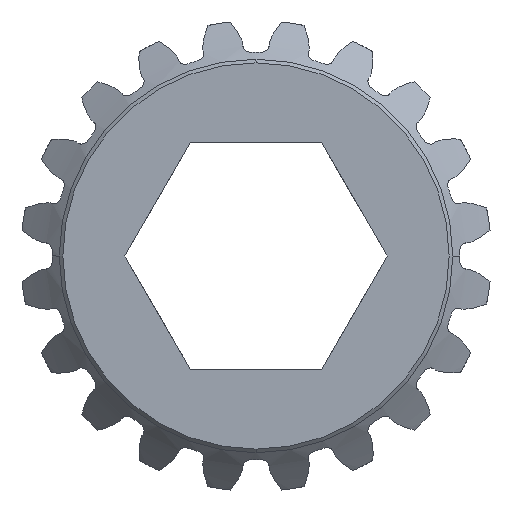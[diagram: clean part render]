
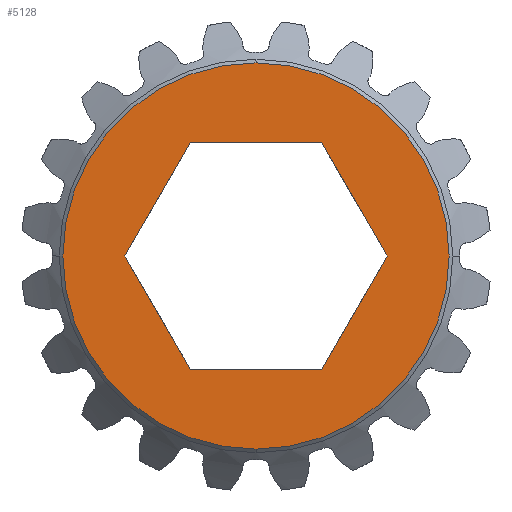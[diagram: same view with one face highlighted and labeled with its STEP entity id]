
A CAD part, front view. The second image highlights one B-rep face of the part: STEP entity #5128.
In plain terms, the highlighted planar face has unit normal (0, -1, 0).
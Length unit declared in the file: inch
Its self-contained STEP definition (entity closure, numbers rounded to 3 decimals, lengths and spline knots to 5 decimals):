
#48 = CARTESIAN_POINT ( 'NONE',  ( 0.14434, -0.41339, 0.25 ) ) ;
#195 = VERTEX_POINT ( 'NONE', #761 ) ;
#214 = EDGE_CURVE ( 'NONE', #4802, #7876, #11835, .T. ) ;
#761 = CARTESIAN_POINT ( 'NONE',  ( -0.14434, -0.41339, -0.25 ) ) ;
#2197 = CARTESIAN_POINT ( 'NONE',  ( -0.14434, -0.41339, 0.25 ) ) ;
#2232 = ORIENTED_EDGE ( 'NONE', *, *, #12903, .F. ) ;
#2375 = VERTEX_POINT ( 'NONE', #5088 ) ;
#2563 = AXIS2_PLACEMENT_3D ( 'NONE', #7924, #4347, #3213 ) ;
#2844 = EDGE_LOOP ( 'NONE', ( #9667, #12604 ) ) ;
#3062 = EDGE_CURVE ( 'NONE', #10792, #14755, #4249, .T. ) ;
#3213 = DIRECTION ( 'NONE',  ( 0., 0., -1. ) ) ;
#3227 = ORIENTED_EDGE ( 'NONE', *, *, #12246, .F. ) ;
#3626 = CARTESIAN_POINT ( 'NONE',  ( 0., -0.41339, 0. ) ) ;
#3732 = VECTOR ( 'NONE', #10845, 39.37008 ) ;
#4125 = EDGE_LOOP ( 'NONE', ( #9632, #2232, #10425, #13684, #3227, #7820 ) ) ;
#4249 = LINE ( 'NONE', #12044, #3732 ) ;
#4347 = DIRECTION ( 'NONE',  ( 0., -1., 0. ) ) ;
#4454 = CARTESIAN_POINT ( 'NONE',  ( -0.28868, -0.41339, 0. ) ) ;
#4484 = VECTOR ( 'NONE', #14349, 39.37008 ) ;
#4802 = VERTEX_POINT ( 'NONE', #9509 ) ;
#5079 = VECTOR ( 'NONE', #7094, 39.37008 ) ;
#5088 = CARTESIAN_POINT ( 'NONE',  ( 0.14434, -0.41339, 0.25 ) ) ;
#5128 = ADVANCED_FACE ( 'NONE', ( #12562, #9343 ), #5823, .T. ) ;
#5333 = CARTESIAN_POINT ( 'NONE',  ( 0.28868, -0.41339, 0. ) ) ;
#5356 = LINE ( 'NONE', #13074, #9739 ) ;
#5713 = LINE ( 'NONE', #10281, #14633 ) ;
#5823 = PLANE ( 'NONE',  #9716 ) ;
#5862 = DIRECTION ( 'NONE',  ( 1., 0., 0. ) ) ;
#6867 = CARTESIAN_POINT ( 'NONE',  ( 0., -0.41339, 0. ) ) ;
#7094 = DIRECTION ( 'NONE',  ( -1., 0., 0. ) ) ;
#7447 = LINE ( 'NONE', #12097, #4484 ) ;
#7820 = ORIENTED_EDGE ( 'NONE', *, *, #10760, .F. ) ;
#7876 = VERTEX_POINT ( 'NONE', #11577 ) ;
#7924 = CARTESIAN_POINT ( 'NONE',  ( 0., -0.41339, 0. ) ) ;
#8510 = DIRECTION ( 'NONE',  ( 0.5, 0., 0.866 ) ) ;
#8580 = CARTESIAN_POINT ( 'NONE',  ( 0.14434, -0.41339, -0.25 ) ) ;
#8859 = EDGE_CURVE ( 'NONE', #14755, #195, #5356, .T. ) ;
#9001 = CIRCLE ( 'NONE', #2563, 0.4252 ) ;
#9155 = EDGE_CURVE ( 'NONE', #4802, #7876, #9001, .T. ) ;
#9232 = DIRECTION ( 'NONE',  ( 0., 0., -1. ) ) ;
#9343 = FACE_OUTER_BOUND ( 'NONE', #2844, .T. ) ;
#9428 = VERTEX_POINT ( 'NONE', #13635 ) ;
#9509 = CARTESIAN_POINT ( 'NONE',  ( 0., -0.41339, -0.4252 ) ) ;
#9632 = ORIENTED_EDGE ( 'NONE', *, *, #11437, .F. ) ;
#9667 = ORIENTED_EDGE ( 'NONE', *, *, #9155, .T. ) ;
#9716 = AXIS2_PLACEMENT_3D ( 'NONE', #6867, #11439, #10395 ) ;
#9739 = VECTOR ( 'NONE', #9917, 39.37008 ) ;
#9917 = DIRECTION ( 'NONE',  ( 0.5, 0., -0.866 ) ) ;
#10281 = CARTESIAN_POINT ( 'NONE',  ( -0.14434, -0.41339, -0.25 ) ) ;
#10395 = DIRECTION ( 'NONE',  ( 0., 0., 1. ) ) ;
#10425 = ORIENTED_EDGE ( 'NONE', *, *, #8859, .F. ) ;
#10720 = VECTOR ( 'NONE', #8510, 39.37008 ) ;
#10760 = EDGE_CURVE ( 'NONE', #13035, #2375, #7447, .T. ) ;
#10792 = VERTEX_POINT ( 'NONE', #2197 ) ;
#10845 = DIRECTION ( 'NONE',  ( -0.5, 0., -0.866 ) ) ;
#11352 = AXIS2_PLACEMENT_3D ( 'NONE', #3626, #14788, #9232 ) ;
#11437 = EDGE_CURVE ( 'NONE', #9428, #13035, #14139, .T. ) ;
#11439 = DIRECTION ( 'NONE',  ( 0., -1., 0. ) ) ;
#11577 = CARTESIAN_POINT ( 'NONE',  ( 0., -0.41339, 0.4252 ) ) ;
#11835 = CIRCLE ( 'NONE', #11352, 0.4252 ) ;
#12044 = CARTESIAN_POINT ( 'NONE',  ( -0.14434, -0.41339, 0.25 ) ) ;
#12097 = CARTESIAN_POINT ( 'NONE',  ( 0.28868, -0.41339, 0. ) ) ;
#12246 = EDGE_CURVE ( 'NONE', #2375, #10792, #12644, .T. ) ;
#12562 = FACE_BOUND ( 'NONE', #4125, .T. ) ;
#12604 = ORIENTED_EDGE ( 'NONE', *, *, #214, .F. ) ;
#12644 = LINE ( 'NONE', #48, #5079 ) ;
#12903 = EDGE_CURVE ( 'NONE', #195, #9428, #5713, .T. ) ;
#13035 = VERTEX_POINT ( 'NONE', #5333 ) ;
#13074 = CARTESIAN_POINT ( 'NONE',  ( -0.28868, -0.41339, 0. ) ) ;
#13635 = CARTESIAN_POINT ( 'NONE',  ( 0.14434, -0.41339, -0.25 ) ) ;
#13684 = ORIENTED_EDGE ( 'NONE', *, *, #3062, .F. ) ;
#14139 = LINE ( 'NONE', #8580, #10720 ) ;
#14349 = DIRECTION ( 'NONE',  ( -0.5, 0., 0.866 ) ) ;
#14633 = VECTOR ( 'NONE', #5862, 39.37008 ) ;
#14755 = VERTEX_POINT ( 'NONE', #4454 ) ;
#14788 = DIRECTION ( 'NONE',  ( 0., 1., 0. ) ) ;
